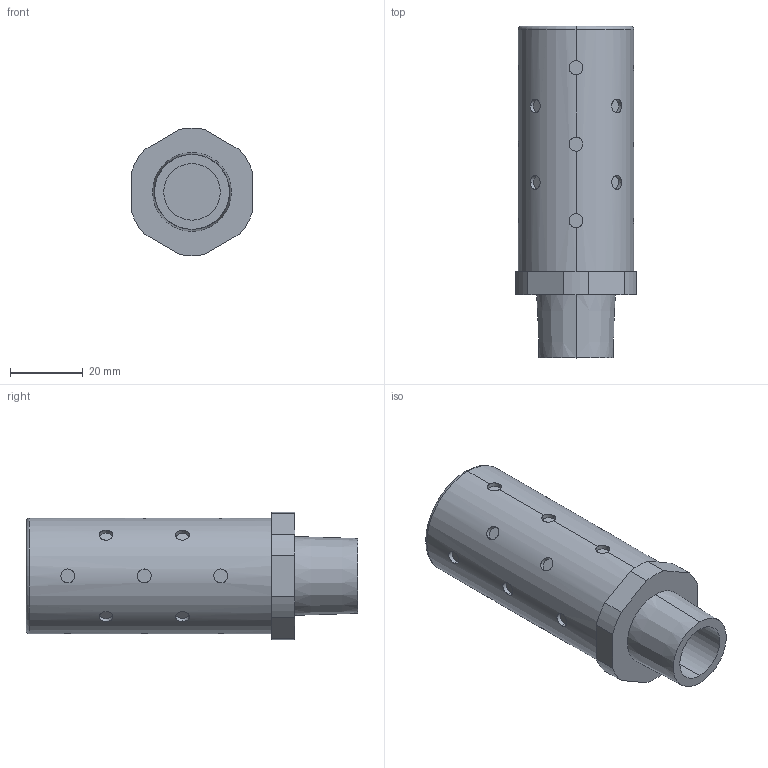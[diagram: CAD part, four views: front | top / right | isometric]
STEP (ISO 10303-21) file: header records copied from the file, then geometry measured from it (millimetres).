
FILE_DESCRIPTION (( 'STEP AP214' ), '1' );
FILE_NAME ('HVM-12N.step', '2017-07-18T19:51:18', ( '' ), ( '' ), 'SwSTEP 2.0', 'SolidWorks 2017', '' );
FILE_SCHEMA (( 'AUTOMOTIVE_DESIGN' ));
Length unit declared in the file: inch
Products named in the file (1): HVM-12N
Bounding box: 33.02 x 90.93 x 34.89 mm (x, y, z)
Volume: 48856.1 mm3; surface area: 14701.1 mm2
Topology: 1 solids, 1 shells, 86 faces, 199 edges, 132 vertices
Faces by surface type: cylinder 51, plane 31, cone 2, torus 2
Entity records: 3485 total; most frequent: CARTESIAN_POINT 1510, ORIENTED_EDGE 398, DIRECTION 391, EDGE_CURVE 199, AXIS2_PLACEMENT_3D 157, VERTEX_POINT 132, EDGE_LOOP 103, FACE_OUTER_BOUND 86
